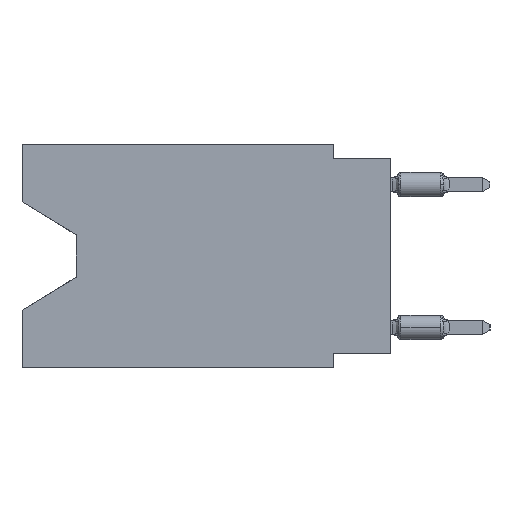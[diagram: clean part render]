
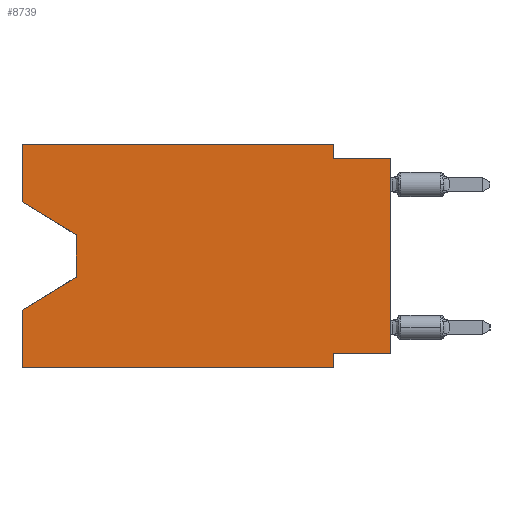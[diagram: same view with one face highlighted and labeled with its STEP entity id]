
A CAD part, left-side view. The second image highlights one B-rep face of the part: STEP entity #8739.
In plain terms, the highlighted planar face has unit normal (-1, 0, 0).
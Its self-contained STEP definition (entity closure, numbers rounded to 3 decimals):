
#606 = ORIENTED_EDGE ( 'NONE', *, *, #45514, .T. ) ;
#673 = CARTESIAN_POINT ( 'NONE',  ( 0., 2.54, -9.906 ) ) ;
#1410 = EDGE_LOOP ( 'NONE', ( #17006, #606, #19214, #55527, #57533, #7425, #18800, #33286, #33203, #8960, #7392, #19416 ) ) ;
#4798 = CARTESIAN_POINT ( 'NONE',  ( 0., 16.383, 0. ) ) ;
#5498 = EDGE_CURVE ( 'NONE', #7767, #47380, #57303, .T. ) ;
#5765 = CARTESIAN_POINT ( 'NONE',  ( 0., 2.54, -0.635 ) ) ;
#7392 = ORIENTED_EDGE ( 'NONE', *, *, #12719, .F. ) ;
#7425 = ORIENTED_EDGE ( 'NONE', *, *, #23490, .F. ) ;
#7767 = VERTEX_POINT ( 'NONE', #55935 ) ;
#8202 = EDGE_CURVE ( 'NONE', #54982, #40181, #24827, .T. ) ;
#8557 = CARTESIAN_POINT ( 'NONE',  ( 0., 0., -9.271 ) ) ;
#8609 = CARTESIAN_POINT ( 'NONE',  ( 0., 2.54, -9.271 ) ) ;
#8739 = ADVANCED_FACE ( 'NONE', ( #13271 ), #48956, .F. ) ;
#8960 = ORIENTED_EDGE ( 'NONE', *, *, #8202, .F. ) ;
#9149 = CARTESIAN_POINT ( 'NONE',  ( 0., 0., -0.635 ) ) ;
#10031 = VERTEX_POINT ( 'NONE', #49937 ) ;
#11092 = CARTESIAN_POINT ( 'NONE',  ( 0., 2.54, 0. ) ) ;
#11695 = VECTOR ( 'NONE', #19037, 1000. ) ;
#12719 = EDGE_CURVE ( 'NONE', #30960, #54982, #39123, .T. ) ;
#12825 = DIRECTION ( 'NONE',  ( 0., 0.855, -0.519 ) ) ;
#13271 = FACE_OUTER_BOUND ( 'NONE', #1410, .T. ) ;
#14806 = DIRECTION ( 'NONE',  ( 0., 1., 0. ) ) ;
#15176 = VECTOR ( 'NONE', #14806, 1000. ) ;
#15277 = VECTOR ( 'NONE', #17357, 1000. ) ;
#15425 = EDGE_CURVE ( 'NONE', #10031, #39130, #50152, .T. ) ;
#15505 = DIRECTION ( 'NONE',  ( 0., -1., 0. ) ) ;
#15594 = VERTEX_POINT ( 'NONE', #8609 ) ;
#16555 = DIRECTION ( 'NONE',  ( 0., 0., 1. ) ) ;
#17006 = ORIENTED_EDGE ( 'NONE', *, *, #15425, .T. ) ;
#17201 = CARTESIAN_POINT ( 'NONE',  ( 0., 13.97, -5.893 ) ) ;
#17340 = DIRECTION ( 'NONE',  ( 0., -1., 0. ) ) ;
#17357 = DIRECTION ( 'NONE',  ( 0., 0., 1. ) ) ;
#18338 = LINE ( 'NONE', #37043, #15176 ) ;
#18660 = VERTEX_POINT ( 'NONE', #21442 ) ;
#18800 = ORIENTED_EDGE ( 'NONE', *, *, #20754, .F. ) ;
#19037 = DIRECTION ( 'NONE',  ( 0., 0., -1. ) ) ;
#19214 = ORIENTED_EDGE ( 'NONE', *, *, #5498, .T. ) ;
#19260 = CARTESIAN_POINT ( 'NONE',  ( 0., 2.54, 0. ) ) ;
#19416 = ORIENTED_EDGE ( 'NONE', *, *, #47802, .F. ) ;
#19830 = EDGE_CURVE ( 'NONE', #18660, #47380, #21801, .T. ) ;
#19888 = CARTESIAN_POINT ( 'NONE',  ( 0., 16.383, -9.906 ) ) ;
#20144 = DIRECTION ( 'NONE',  ( 0., 0., -1. ) ) ;
#20754 = EDGE_CURVE ( 'NONE', #32541, #15594, #18338, .T. ) ;
#21442 = CARTESIAN_POINT ( 'NONE',  ( 0., 16.383, -9.906 ) ) ;
#21801 = LINE ( 'NONE', #44340, #29279 ) ;
#23424 = EDGE_CURVE ( 'NONE', #40181, #40800, #35471, .T. ) ;
#23490 = EDGE_CURVE ( 'NONE', #15594, #30278, #45684, .T. ) ;
#24216 = AXIS2_PLACEMENT_3D ( 'NONE', #26435, #26149, #57468 ) ;
#24827 = LINE ( 'NONE', #11092, #55113 ) ;
#25099 = VECTOR ( 'NONE', #35009, 1000. ) ;
#25254 = CARTESIAN_POINT ( 'NONE',  ( 0., 0., -0.635 ) ) ;
#25284 = DIRECTION ( 'NONE',  ( 0., -0.855, -0.519 ) ) ;
#25549 = CARTESIAN_POINT ( 'NONE',  ( 0., 0., 0. ) ) ;
#26149 = DIRECTION ( 'NONE',  ( 1., 0., 0. ) ) ;
#26435 = CARTESIAN_POINT ( 'NONE',  ( 0., 16.383, 0. ) ) ;
#26864 = VECTOR ( 'NONE', #34037, 1000. ) ;
#28330 = DIRECTION ( 'NONE',  ( 0., 0., -1. ) ) ;
#29279 = VECTOR ( 'NONE', #16555, 1000. ) ;
#29953 = LINE ( 'NONE', #25549, #26864 ) ;
#30278 = VERTEX_POINT ( 'NONE', #48324 ) ;
#30960 = VERTEX_POINT ( 'NONE', #46639 ) ;
#32541 = VERTEX_POINT ( 'NONE', #8557 ) ;
#32721 = LINE ( 'NONE', #45607, #32992 ) ;
#32992 = VECTOR ( 'NONE', #28330, 1000. ) ;
#33203 = ORIENTED_EDGE ( 'NONE', *, *, #23424, .F. ) ;
#33286 = ORIENTED_EDGE ( 'NONE', *, *, #54289, .T. ) ;
#34037 = DIRECTION ( 'NONE',  ( 0., 0., 1. ) ) ;
#35009 = DIRECTION ( 'NONE',  ( 0., -1., 0. ) ) ;
#35471 = LINE ( 'NONE', #9149, #36883 ) ;
#36883 = VECTOR ( 'NONE', #17340, 1000. ) ;
#37007 = CARTESIAN_POINT ( 'NONE',  ( 0., 13.97, -4.013 ) ) ;
#37043 = CARTESIAN_POINT ( 'NONE',  ( 0., 0., -9.271 ) ) ;
#37749 = LINE ( 'NONE', #19888, #43947 ) ;
#39123 = LINE ( 'NONE', #56404, #25099 ) ;
#39130 = VERTEX_POINT ( 'NONE', #37007 ) ;
#39243 = VECTOR ( 'NONE', #25284, 1000. ) ;
#40181 = VERTEX_POINT ( 'NONE', #5765 ) ;
#40800 = VERTEX_POINT ( 'NONE', #25254 ) ;
#41408 = EDGE_CURVE ( 'NONE', #18660, #30278, #37749, .T. ) ;
#42258 = CARTESIAN_POINT ( 'NONE',  ( 0., 16.383, -2.546 ) ) ;
#43947 = VECTOR ( 'NONE', #15505, 1000. ) ;
#44340 = CARTESIAN_POINT ( 'NONE',  ( 0., 16.383, 0. ) ) ;
#45514 = EDGE_CURVE ( 'NONE', #39130, #7767, #32721, .T. ) ;
#45607 = CARTESIAN_POINT ( 'NONE',  ( 0., 13.97, -4.013 ) ) ;
#45684 = LINE ( 'NONE', #673, #11695 ) ;
#46499 = VECTOR ( 'NONE', #12825, 1000. ) ;
#46639 = CARTESIAN_POINT ( 'NONE',  ( 0., 16.383, 0. ) ) ;
#47380 = VERTEX_POINT ( 'NONE', #53996 ) ;
#47802 = EDGE_CURVE ( 'NONE', #10031, #30960, #49233, .T. ) ;
#48324 = CARTESIAN_POINT ( 'NONE',  ( 0., 2.54, -9.906 ) ) ;
#48956 = PLANE ( 'NONE',  #24216 ) ;
#49233 = LINE ( 'NONE', #4798, #15277 ) ;
#49937 = CARTESIAN_POINT ( 'NONE',  ( 0., 16.383, -2.546 ) ) ;
#50152 = LINE ( 'NONE', #42258, #39243 ) ;
#53996 = CARTESIAN_POINT ( 'NONE',  ( 0., 16.383, -7.36 ) ) ;
#54289 = EDGE_CURVE ( 'NONE', #32541, #40800, #29953, .T. ) ;
#54982 = VERTEX_POINT ( 'NONE', #19260 ) ;
#55113 = VECTOR ( 'NONE', #20144, 1000. ) ;
#55527 = ORIENTED_EDGE ( 'NONE', *, *, #19830, .F. ) ;
#55935 = CARTESIAN_POINT ( 'NONE',  ( 0., 13.97, -5.893 ) ) ;
#56404 = CARTESIAN_POINT ( 'NONE',  ( 0., 16.383, 0. ) ) ;
#57303 = LINE ( 'NONE', #17201, #46499 ) ;
#57468 = DIRECTION ( 'NONE',  ( 0., 0., -1. ) ) ;
#57533 = ORIENTED_EDGE ( 'NONE', *, *, #41408, .T. ) ;
